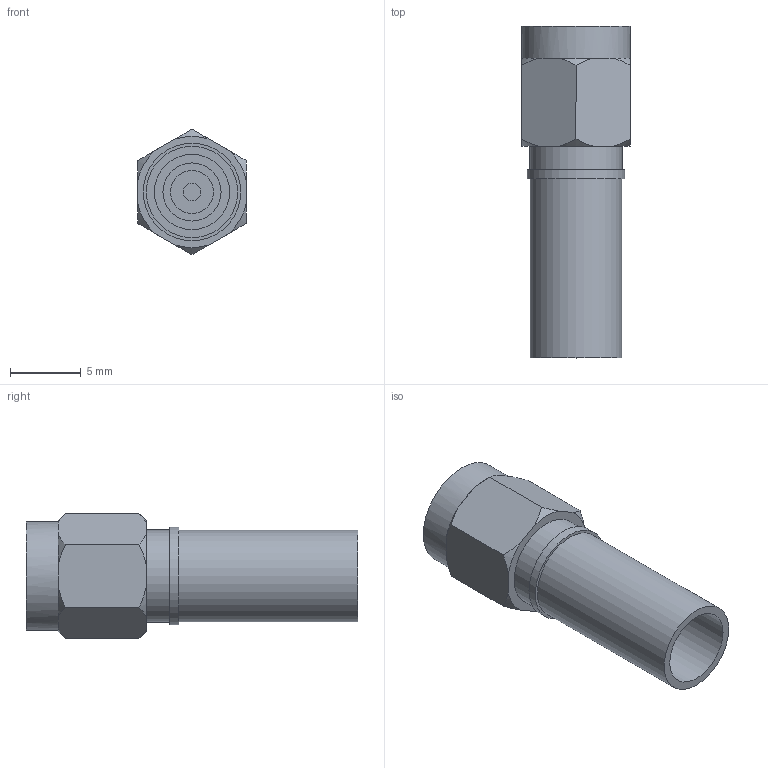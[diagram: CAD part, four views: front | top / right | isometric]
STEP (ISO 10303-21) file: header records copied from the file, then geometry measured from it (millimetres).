
FILE_DESCRIPTION(/* description */ ('Alibre Inc.'),/* implementation_level */ '2;1');
FILE_NAME(/* name */ 'export0',/* time_stamp */ '2015-09-21T14:05:55-07:00',/* author */ (''),/* organization */ (''),/* preprocessor_version */ 'ST-DEVELOPER v14',/* originating_system */ 'Alibre',/* authorisation */ '');
FILE_SCHEMA (('CONFIG_CONTROL_DESIGN'));
Length unit declared in the file: inch
Products named in the file (1): A0667-1
Bounding box: 7.72 x 23.52 x 8.89 mm (x, y, z)
Volume: 592 mm3; surface area: 1163.7 mm2
Topology: 1 solids, 1 shells, 58 faces, 122 edges, 78 vertices
Faces by surface type: plane 32, cone 13, cylinder 13
Full cylindrical faces by diameter (mm): 1.016 x1, 1.245 x1, 1.27 x2, 3.048 x1, 4.064 x1, 4.115 x1, 5.334 x1, 5.715 x1, 6.477 x1, 6.528 x1, 6.909 x1, 7.722 x1
Entity records: 1471 total; most frequent: CARTESIAN_POINT 285, DIRECTION 216, ORIENTED_EDGE 208, AXIS2_PLACEMENT_3D 109, EDGE_CURVE 104, EDGE_LOOP 84, FACE_BOUND 84, VERTEX_POINT 74
